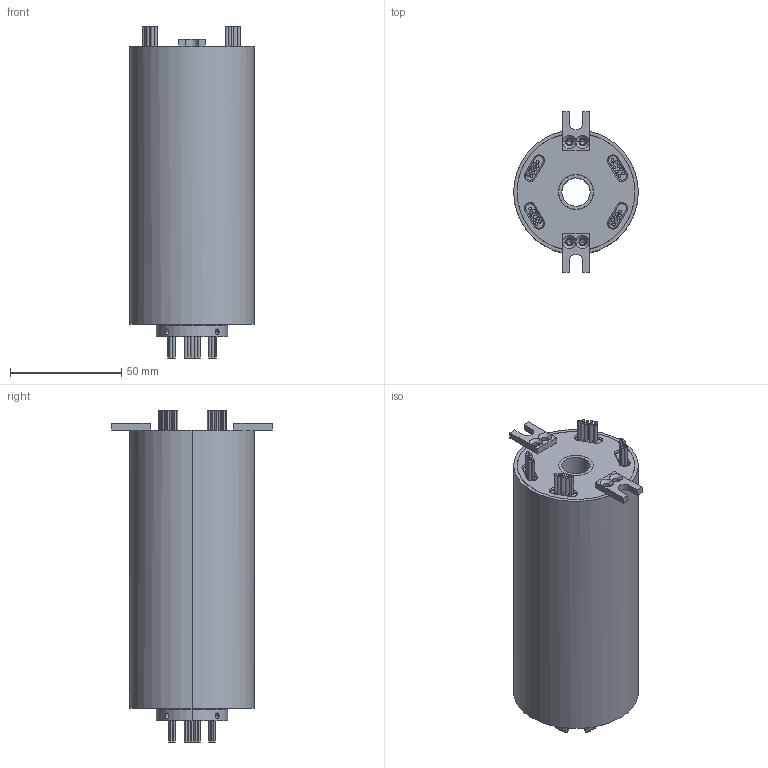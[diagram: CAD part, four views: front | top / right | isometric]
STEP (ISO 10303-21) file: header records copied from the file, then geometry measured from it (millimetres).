
FILE_DESCRIPTION (( 'STEP AP203' ), '1' );
FILE_NAME ('TR1256-S36.STEP', '2020-09-07T00:39:33', ( '微软用户' ), ( '微软中国' ), 'SwSTEP 2.0', 'SolidWorks 2014', '' );
FILE_SCHEMA (( 'CONFIG_CONTROL_DESIGN' ));
Length unit declared in the file: millimetre
Products named in the file (1): TR1256-S36
Bounding box: 56 x 72 x 149.2 mm (x, y, z)
Volume: 297007 mm3; surface area: 38857.8 mm2
Topology: 1 solids, 1 shells, 390 faces, 851 edges, 542 vertices
Faces by surface type: cylinder 226, plane 136, cone 28
Entity records: 11130 total; most frequent: DIRECTION 2083, CARTESIAN_POINT 2072, ORIENTED_EDGE 1686, AXIS2_PLACEMENT_3D 865, EDGE_CURVE 843, VERTEX_POINT 542, EDGE_LOOP 491, CIRCLE 474
